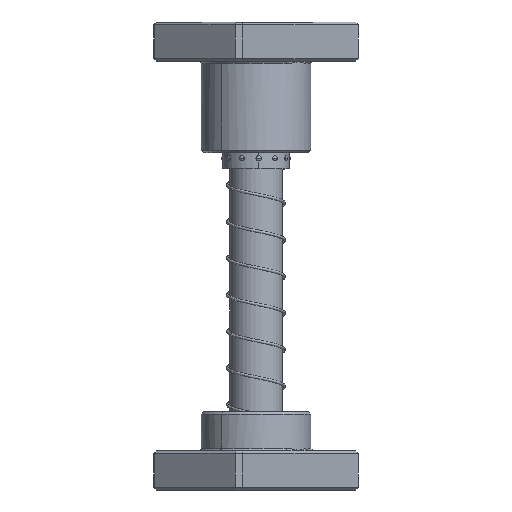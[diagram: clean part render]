
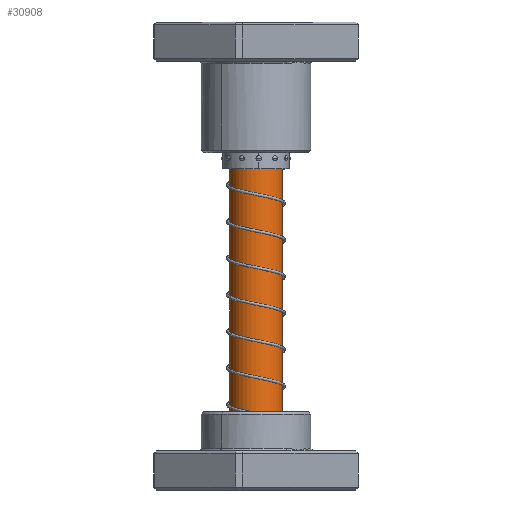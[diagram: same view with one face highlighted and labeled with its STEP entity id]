
A CAD part, front view. The second image highlights one B-rep face of the part: STEP entity #30908.
In plain terms, the highlighted cylindrical face has radius 10 mm (diameter 20 mm), a partial arc.
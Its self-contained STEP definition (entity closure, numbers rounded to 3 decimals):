
#928 = EDGE_CURVE ( 'NONE', #22924, #23565, #2762, .T. ) ;
#1797 = DIRECTION ( 'NONE',  ( 0., 0., -1. ) ) ;
#2355 = CARTESIAN_POINT ( 'NONE',  ( -10., 0., 150. ) ) ;
#2762 = LINE ( 'NONE', #2355, #25593 ) ;
#3521 = AXIS2_PLACEMENT_3D ( 'NONE', #24054, #6919, #26929 ) ;
#3733 = LINE ( 'NONE', #18948, #14470 ) ;
#6919 = DIRECTION ( 'NONE',  ( 0., 0., -1. ) ) ;
#8014 = EDGE_CURVE ( 'NONE', #17250, #35053, #3733, .T. ) ;
#9146 = CARTESIAN_POINT ( 'NONE',  ( 0., 0., 19. ) ) ;
#10518 = CYLINDRICAL_SURFACE ( 'NONE', #19590, 10. ) ;
#11111 = ORIENTED_EDGE ( 'NONE', *, *, #8014, .F. ) ;
#12025 = DIRECTION ( 'NONE',  ( -1., 0., 0. ) ) ;
#12187 = ORIENTED_EDGE ( 'NONE', *, *, #27672, .T. ) ;
#14470 = VECTOR ( 'NONE', #1797, 1000. ) ;
#16682 = CARTESIAN_POINT ( 'NONE',  ( -10., 0., 19. ) ) ;
#16896 = DIRECTION ( 'NONE',  ( 0., 0., -1. ) ) ;
#17068 = CIRCLE ( 'NONE', #3521, 10. ) ;
#17250 = VERTEX_POINT ( 'NONE', #25172 ) ;
#18116 = CIRCLE ( 'NONE', #34268, 10. ) ;
#18948 = CARTESIAN_POINT ( 'NONE',  ( 10., 0., 150. ) ) ;
#19042 = FACE_OUTER_BOUND ( 'NONE', #36840, .T. ) ;
#19590 = AXIS2_PLACEMENT_3D ( 'NONE', #25641, #16896, #28520 ) ;
#22389 = DIRECTION ( 'NONE',  ( 0., 0., -1. ) ) ;
#22682 = CARTESIAN_POINT ( 'NONE',  ( -10., 0., 147.5 ) ) ;
#22924 = VERTEX_POINT ( 'NONE', #22682 ) ;
#23565 = VERTEX_POINT ( 'NONE', #16682 ) ;
#24054 = CARTESIAN_POINT ( 'NONE',  ( 0., 0., 147.5 ) ) ;
#25172 = CARTESIAN_POINT ( 'NONE',  ( 10., 0., 147.5 ) ) ;
#25593 = VECTOR ( 'NONE', #22389, 1000. ) ;
#25641 = CARTESIAN_POINT ( 'NONE',  ( 0., 0., 150. ) ) ;
#26929 = DIRECTION ( 'NONE',  ( 1., 0., 0. ) ) ;
#27672 = EDGE_CURVE ( 'NONE', #17250, #22924, #17068, .T. ) ;
#28520 = DIRECTION ( 'NONE',  ( -1., 0., 0. ) ) ;
#29166 = DIRECTION ( 'NONE',  ( 0., 0., -1. ) ) ;
#29213 = ORIENTED_EDGE ( 'NONE', *, *, #30533, .F. ) ;
#30533 = EDGE_CURVE ( 'NONE', #35053, #23565, #18116, .T. ) ;
#30908 = ADVANCED_FACE ( 'NONE', ( #19042 ), #10518, .T. ) ;
#34268 = AXIS2_PLACEMENT_3D ( 'NONE', #9146, #29166, #12025 ) ;
#35053 = VERTEX_POINT ( 'NONE', #35912 ) ;
#35912 = CARTESIAN_POINT ( 'NONE',  ( 10., 0., 19. ) ) ;
#36840 = EDGE_LOOP ( 'NONE', ( #11111, #12187, #37145, #29213 ) ) ;
#37145 = ORIENTED_EDGE ( 'NONE', *, *, #928, .T. ) ;
